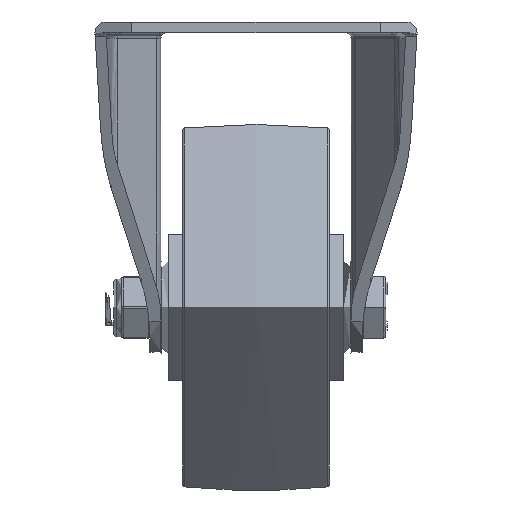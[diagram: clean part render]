
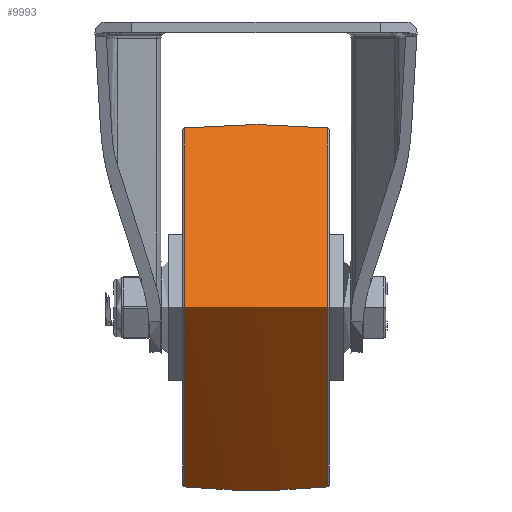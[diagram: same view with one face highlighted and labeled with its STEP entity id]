
A CAD part, left-side view. The second image highlights one B-rep face of the part: STEP entity #9993.
In plain terms, the highlighted free-form (B-spline) face has degree [2, 2] with [3, 9] control points.
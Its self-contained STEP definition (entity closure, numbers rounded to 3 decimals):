
#68=(
BOUNDED_SURFACE()
B_SPLINE_SURFACE(2,2,((#15489,#15490,#15491,#15492,#15493,#15494,#15495,
#15496,#15497),(#15498,#15499,#15500,#15501,#15502,#15503,#15504,#15505,
#15506),(#15507,#15508,#15509,#15510,#15511,#15512,#15513,#15514,#15515)),
 .UNSPECIFIED.,.F.,.T.,.F.)
B_SPLINE_SURFACE_WITH_KNOTS((3,3),(3,2,2,2,3),(-0.098,0.098),
(-3.142,-1.571,0.,1.571,3.142),
 .UNSPECIFIED.)
GEOMETRIC_REPRESENTATION_ITEM()
RATIONAL_B_SPLINE_SURFACE(((1.,0.707,1.,0.707,1.,
0.707,1.,0.707,1.),(0.995,0.704,
0.995,0.704,0.995,0.704,0.995,
0.704,0.995),(1.,0.707,1.,0.707,
1.,0.707,1.,0.707,1.)))
REPRESENTATION_ITEM('')
SURFACE()
);
#2822=FACE_OUTER_BOUND('',#3447,.T.);
#3447=EDGE_LOOP('',(#7589,#7590,#7591,#7592));
#4088=CIRCLE('',#10904,49.045);
#4089=CIRCLE('',#10905,200.5);
#4090=CIRCLE('',#10906,49.045);
#4638=VERTEX_POINT('',#15486);
#4639=VERTEX_POINT('',#15516);
#5729=EDGE_CURVE('',#4638,#4638,#4088,.T.);
#5730=EDGE_CURVE('',#4638,#4639,#4089,.T.);
#5731=EDGE_CURVE('',#4639,#4639,#4090,.T.);
#7589=ORIENTED_EDGE('',*,*,#5729,.F.);
#7590=ORIENTED_EDGE('',*,*,#5730,.T.);
#7591=ORIENTED_EDGE('',*,*,#5731,.T.);
#7592=ORIENTED_EDGE('',*,*,#5730,.F.);
#9993=ADVANCED_FACE('',(#2822),#68,.F.);
#10904=AXIS2_PLACEMENT_3D('',#15488,#12383,#12384);
#10905=AXIS2_PLACEMENT_3D('',#15517,#12385,#12386);
#10906=AXIS2_PLACEMENT_3D('',#15518,#12387,#12388);
#12383=DIRECTION('center_axis',(0.,1.,0.));
#12384=DIRECTION('ref_axis',(0.,0.,1.));
#12385=DIRECTION('center_axis',(-1.,0.,0.));
#12386=DIRECTION('ref_axis',(0.,0.,-1.));
#12387=DIRECTION('center_axis',(0.,1.,0.));
#12388=DIRECTION('ref_axis',(0.,0.,1.));
#15486=CARTESIAN_POINT('',(0.,19.549,-49.045));
#15488=CARTESIAN_POINT('Origin',(0.,19.549,0.));
#15489=CARTESIAN_POINT('Ctrl Pts',(0.,-19.549,-49.045));
#15490=CARTESIAN_POINT('Ctrl Pts',(-49.045,-19.549,-49.045));
#15491=CARTESIAN_POINT('Ctrl Pts',(-49.045,-19.549,0.));
#15492=CARTESIAN_POINT('Ctrl Pts',(-49.045,-19.549,49.045));
#15493=CARTESIAN_POINT('Ctrl Pts',(0.,-19.549,49.045));
#15494=CARTESIAN_POINT('Ctrl Pts',(49.045,-19.549,49.045));
#15495=CARTESIAN_POINT('Ctrl Pts',(49.045,-19.549,0.));
#15496=CARTESIAN_POINT('Ctrl Pts',(49.045,-19.549,-49.045));
#15497=CARTESIAN_POINT('Ctrl Pts',(0.,-19.549,-49.045));
#15498=CARTESIAN_POINT('Ctrl Pts',(0.,0.,-50.96));
#15499=CARTESIAN_POINT('Ctrl Pts',(-50.96,0.,
-50.96));
#15500=CARTESIAN_POINT('Ctrl Pts',(-50.96,0.,
0.));
#15501=CARTESIAN_POINT('Ctrl Pts',(-50.96,0.,
50.96));
#15502=CARTESIAN_POINT('Ctrl Pts',(0.,0.,50.96));
#15503=CARTESIAN_POINT('Ctrl Pts',(50.96,0.,
50.96));
#15504=CARTESIAN_POINT('Ctrl Pts',(50.96,0.,
0.));
#15505=CARTESIAN_POINT('Ctrl Pts',(50.96,0.,
-50.96));
#15506=CARTESIAN_POINT('Ctrl Pts',(0.,0.,-50.96));
#15507=CARTESIAN_POINT('Ctrl Pts',(0.,19.549,-49.045));
#15508=CARTESIAN_POINT('Ctrl Pts',(-49.045,19.549,-49.045));
#15509=CARTESIAN_POINT('Ctrl Pts',(-49.045,19.549,0.));
#15510=CARTESIAN_POINT('Ctrl Pts',(-49.045,19.549,49.045));
#15511=CARTESIAN_POINT('Ctrl Pts',(0.,19.549,49.045));
#15512=CARTESIAN_POINT('Ctrl Pts',(49.045,19.549,49.045));
#15513=CARTESIAN_POINT('Ctrl Pts',(49.045,19.549,0.));
#15514=CARTESIAN_POINT('Ctrl Pts',(49.045,19.549,-49.045));
#15515=CARTESIAN_POINT('Ctrl Pts',(0.,19.549,-49.045));
#15516=CARTESIAN_POINT('',(0.,-19.549,-49.045));
#15517=CARTESIAN_POINT('Origin',(0.,0.,
150.5));
#15518=CARTESIAN_POINT('Origin',(0.,-19.549,0.));
